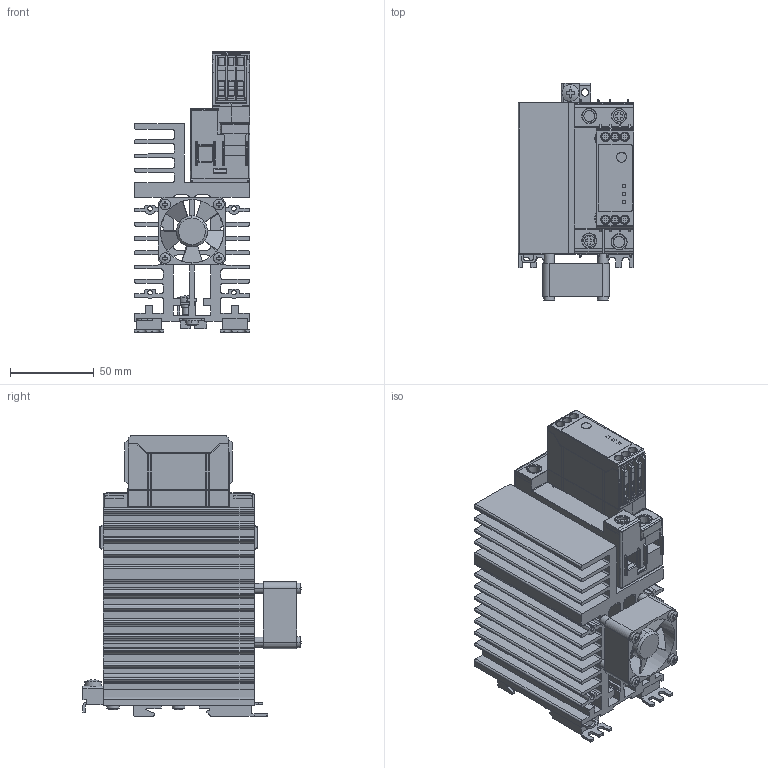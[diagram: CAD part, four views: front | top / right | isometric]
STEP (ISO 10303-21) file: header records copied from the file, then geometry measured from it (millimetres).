
FILE_DESCRIPTION((''),'2;1');
FILE_NAME('CGI1005-00.stp','2012-08-20T14:26:44',(''),(''),'Mechanical Desktop 2009','Mechanical Desktop 2009',', , ');
FILE_SCHEMA(('CONFIG_CONTROL_DESIGN'));
Length unit declared in the file: millimetre
Products named in the file (1): Product
Bounding box: 69.1 x 129.97 x 167.48 mm (x, y, z)
Volume: 465911 mm3; surface area: 185707.8 mm2
Topology: 1 solids, 8 shells, 2142 faces, 5886 edges, 3743 vertices
Faces by surface type: plane 878, bspline 692, cylinder 468, cone 39, torus 37, sphere 28
Entity records: 74486 total; most frequent: CARTESIAN_POINT 21388, ORIENTED_EDGE 11596, DIRECTION 10378, EDGE_CURVE 5798, VECTOR 3854, LINE 3854, VERTEX_POINT 3747, AXIS2_PLACEMENT_3D 3262
